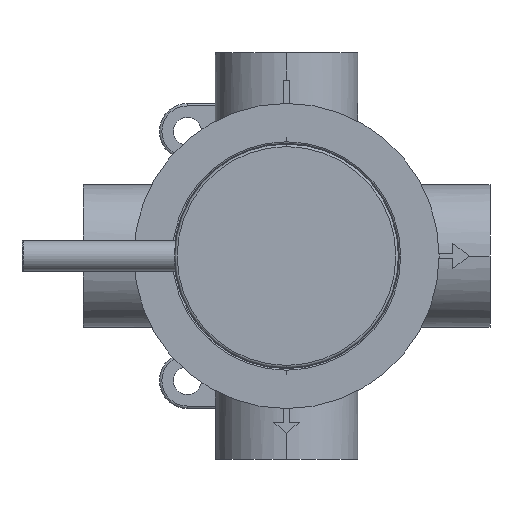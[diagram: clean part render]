
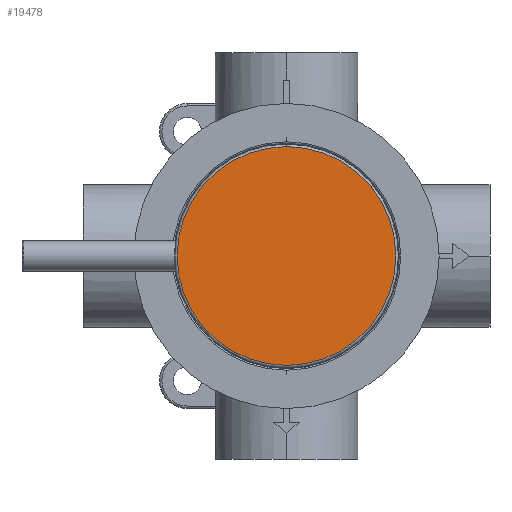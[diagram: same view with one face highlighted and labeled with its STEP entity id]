
A CAD part, left-side view. The second image highlights one B-rep face of the part: STEP entity #19478.
In plain terms, the highlighted face is planar.
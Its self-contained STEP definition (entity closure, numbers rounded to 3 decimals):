
#18736=CARTESIAN_POINT('',(0.,0.,0.));
#18737=DIRECTION('',(0.,1.,0.));
#18738=DIRECTION('',(-1.,0.,0.));
#18739=AXIS2_PLACEMENT_3D('',#18736,#18737,#18738);
#18741=CARTESIAN_POINT('',(0.,0.,0.));
#18742=DIRECTION('',(0.,1.,0.));
#18743=DIRECTION('',(1.,0.,0.));
#18744=AXIS2_PLACEMENT_3D('',#18741,#18742,#18743);
#19347=CARTESIAN_POINT('',(-21.5,0.,0.));
#19348=CARTESIAN_POINT('',(21.5,0.,0.));
#19349=VERTEX_POINT('',#19347);
#19350=VERTEX_POINT('',#19348);
#19467=CARTESIAN_POINT('',(0.,0.,0.));
#19468=DIRECTION('',(0.,-1.,0.));
#19469=DIRECTION('',(-1.,0.,0.));
#19470=AXIS2_PLACEMENT_3D('',#19467,#19468,#19469);
#19471=PLANE('',#19470);
#19473=ORIENTED_EDGE('',*,*,#19472,.T.);
#19475=ORIENTED_EDGE('',*,*,#19474,.T.);
#19476=EDGE_LOOP('',(#19473,#19475));
#19477=FACE_OUTER_BOUND('',#19476,.F.);
#19478=ADVANCED_FACE('',(#19477),#19471,.T.);
#18740=CIRCLE('',#18739,21.5);
#18745=CIRCLE('',#18744,21.5);
#19472=EDGE_CURVE('',#19349,#19350,#18740,.T.);
#19474=EDGE_CURVE('',#19350,#19349,#18745,.T.);
